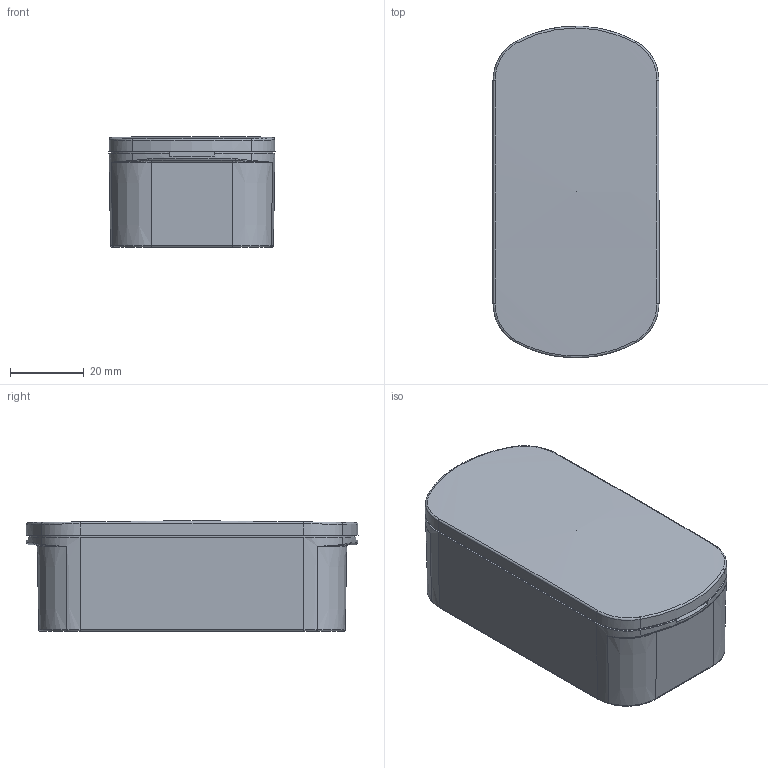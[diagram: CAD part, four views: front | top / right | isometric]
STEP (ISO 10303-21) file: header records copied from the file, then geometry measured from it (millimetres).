
FILE_DESCRIPTION(/* description */ (''),/* implementation_level */ '2;1');
FILE_NAME(/* name */ 'SIC5-9-3.stp',/* time_stamp */ '2022-10-19T12:35:39+09:00',/* author */ ('TK339'),/* organization */ (''),/* preprocessor_version */ 'ST-DEVELOPER v19.2',/* originating_system */ 'Autodesk Inventor 2023',/* authorisation */ '');
FILE_SCHEMA (('AUTOMOTIVE_DESIGN { 1 0 10303 214 3 1 1 }'));
Length unit declared in the file: millimetre
Products named in the file (3): 4590_30; 4570下カバー_32ブラケット; 4570上カバー
Assembly tree (2 placements, depth 2):
  4590_30
    4570下カバー_32ブラケット
    4570上カバー
Bounding box: 45 x 90 x 30 mm (x, y, z)
Volume: 28204.1 mm3; surface area: 28504.8 mm2
Topology: 2 solids, 2 shells, 848 faces, 2156 edges, 1371 vertices
Faces by surface type: plane 499, cylinder 109, bspline 98, cone 54, torus 48, sphere 40
Full cylindrical faces by diameter (mm): 6 x2
Entity records: 26663 total; most frequent: CARTESIAN_POINT 6504, ORIENTED_EDGE 4296, DIRECTION 3883, EDGE_CURVE 2148, LINE 1495, VECTOR 1495, VERTEX_POINT 1371, AXIS2_PLACEMENT_3D 1194
